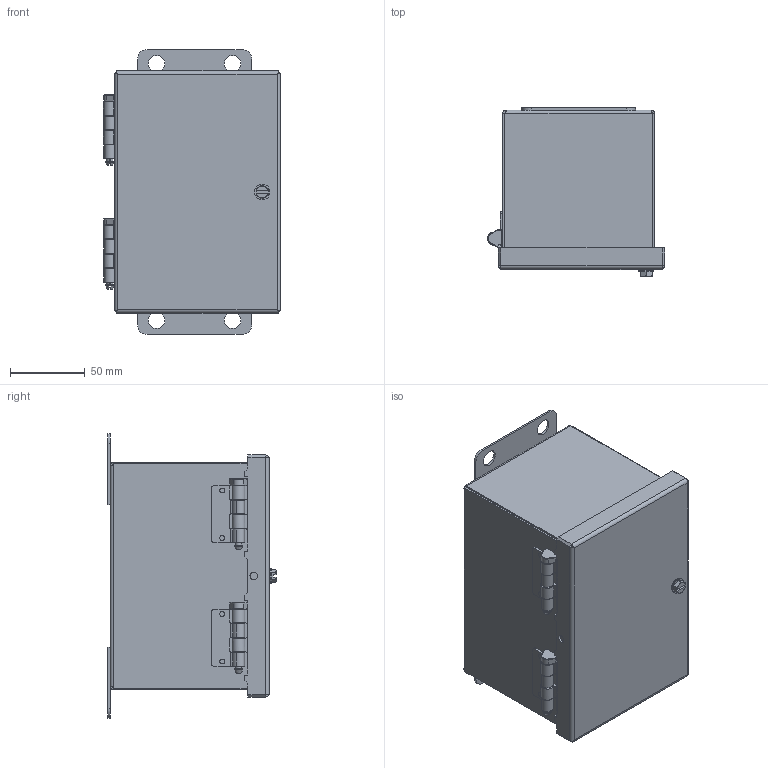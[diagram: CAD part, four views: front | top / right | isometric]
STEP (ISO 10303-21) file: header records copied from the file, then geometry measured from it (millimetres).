
FILE_DESCRIPTION( ( 'Unknown' ), '1' );
FILE_NAME( 'S060404-MONO_16GA.stp', 'Unknown', ( 'Unknown' ), ( 'Unknown' ), 'PSStep 16.0.42', 'Unknown', ' ' );
FILE_SCHEMA( ( 'AUTOMOTIVE_DESIGN { 1 0 10303 214 1 1 1 1 }' ) );
Length unit declared in the file: millimetre
Products named in the file (18): S0604_16GA_COUVERCLE; TIGE-S_RICCI; 10-32 x 0.500 AC_CD 201-008-772; S0604C_16GA; S0604_GASKET; 10-32 x 0.500; SEAL ROUGE; no10_NYLON; S060404-MONO_16GA_BOITIER; S_Ricci-01; 0.250-20 x 0.500.AC_CKL 118-504-112; S060404B-MONO_16GA; SXX04P_16GA; INSERT_10-32; Assem1; FW_0.2500; HN_0.2500; ASP0604_14GA
Assembly tree (29 placements, depth 3):
  Assem1
    FW_0.2500  x4
    HN_0.2500  x4
    ASP0604_14GA
    S060404-MONO_16GA_BOITIER
      S_Ricci-01  x2
      0.250-20 x 0.500.AC_CKL 118-504-112  x4
      S060404B-MONO_16GA
      SXX04P_16GA  x2
      INSERT_10-32
    S0604_16GA_COUVERCLE
      TIGE-S_RICCI  x2
      10-32 x 0.500 AC_CD 201-008-772
      S0604C_16GA
      S0604_GASKET
      10-32 x 0.500
      SEAL ROUGE
      no10_NYLON
Bounding box: 118.33 x 112.46 x 190.5 mm (x, y, z)
Volume: 235750.4 mm3; surface area: 260937.4 mm2
Topology: 27 solids, 27 shells, 1249 faces, 3001 edges, 1932 vertices
Faces by surface type: plane 804, cylinder 214, extrusion 140, cone 37, bspline 20, torus 18, sphere 16
Full cylindrical faces by diameter (mm): 0.346 x2, 0.508 x1, 0.794 x4, 3.023 x5, 3.162 x4, 3.175 x9, 3.302 x4, 4.039 x1, 4.293 x2, 4.394 x1, 4.42 x2, 4.826 x3, 5.105 x1, 5.563 x4, 5.613 x1, 6.35 x9, 6.502 x1, 6.921 x1, 7.137 x4, 7.366 x1, 9.017 x1, 9.525 x1, 10.516 x1, 11.087 x1, 11.1 x8, 15.875 x4
Entity records: 45555 total; most frequent: CARTESIAN_POINT 14204, ORIENTED_EDGE 4842, DIRECTION 3813, EDGE_CURVE 2421, VERTEX_POINT 1628, EDGE_LOOP 1321, VECTOR 1311, AXIS2_PLACEMENT_3D 1251
